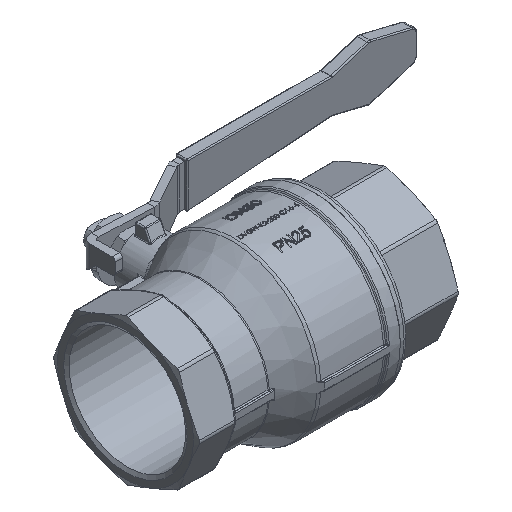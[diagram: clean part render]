
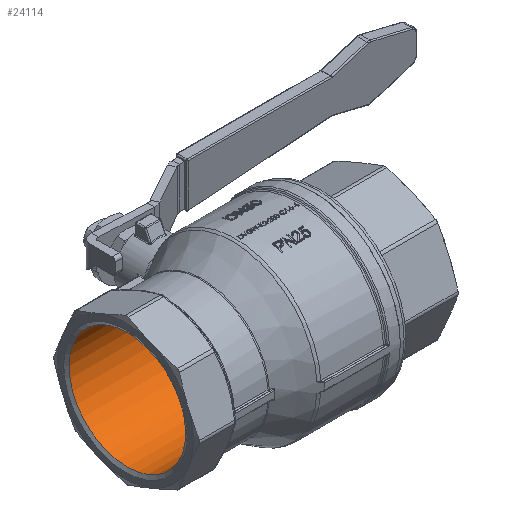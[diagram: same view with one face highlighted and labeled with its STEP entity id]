
A CAD part, isometric view. The second image highlights one B-rep face of the part: STEP entity #24114.
In plain terms, the highlighted cylindrical face has radius 28.328 mm (diameter 56.656 mm), a full revolution.
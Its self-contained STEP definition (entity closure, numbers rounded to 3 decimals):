
#266 = EDGE_LOOP ( 'NONE', ( #7986 ) ) ;
#1786 = EDGE_CURVE ( 'NONE', #7613, #7613, #35314, .T. ) ;
#5540 = CIRCLE ( 'NONE', #24943, 28.328 ) ;
#7613 = VERTEX_POINT ( 'NONE', #32360 ) ;
#7686 = CARTESIAN_POINT ( 'NONE',  ( -62.535, 0., 0. ) ) ;
#7986 = ORIENTED_EDGE ( 'NONE', *, *, #38179, .T. ) ;
#9631 = DIRECTION ( 'NONE',  ( 0., 1., 0. ) ) ;
#10939 = EDGE_LOOP ( 'NONE', ( #33212 ) ) ;
#11346 = DIRECTION ( 'NONE',  ( 0., 1., 0. ) ) ;
#15289 = FACE_OUTER_BOUND ( 'NONE', #10939, .T. ) ;
#18927 = DIRECTION ( 'NONE',  ( -1., 0., 0. ) ) ;
#19873 = AXIS2_PLACEMENT_3D ( 'NONE', #37201, #18927, #9631 ) ;
#20645 = DIRECTION ( 'NONE',  ( -1., 0., 0. ) ) ;
#24114 = ADVANCED_FACE ( 'NONE', ( #15289, #33957 ), #24797, .F. ) ;
#24797 = CYLINDRICAL_SURFACE ( 'NONE', #19873, 28.328 ) ;
#24943 = AXIS2_PLACEMENT_3D ( 'NONE', #7686, #20645, #11346 ) ;
#26203 = AXIS2_PLACEMENT_3D ( 'NONE', #29941, #29756, #35623 ) ;
#29756 = DIRECTION ( 'NONE',  ( -1., 0., 0. ) ) ;
#29941 = CARTESIAN_POINT ( 'NONE',  ( 62.391, 0., 0. ) ) ;
#32360 = CARTESIAN_POINT ( 'NONE',  ( 62.391, 0., 28.328 ) ) ;
#32548 = VERTEX_POINT ( 'NONE', #36200 ) ;
#33212 = ORIENTED_EDGE ( 'NONE', *, *, #1786, .F. ) ;
#33957 = FACE_OUTER_BOUND ( 'NONE', #266, .T. ) ;
#35314 = CIRCLE ( 'NONE', #26203, 28.328 ) ;
#35623 = DIRECTION ( 'NONE',  ( 0., 0., 1. ) ) ;
#36200 = CARTESIAN_POINT ( 'NONE',  ( -62.535, 28.328, 0. ) ) ;
#37201 = CARTESIAN_POINT ( 'NONE',  ( -49.25, 0., 0. ) ) ;
#38179 = EDGE_CURVE ( 'NONE', #32548, #32548, #5540, .T. ) ;
